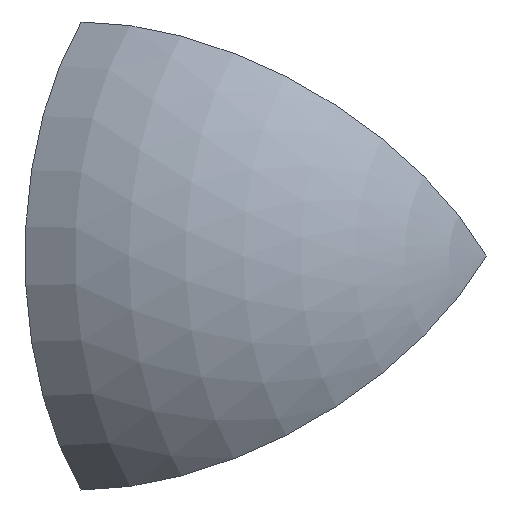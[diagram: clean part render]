
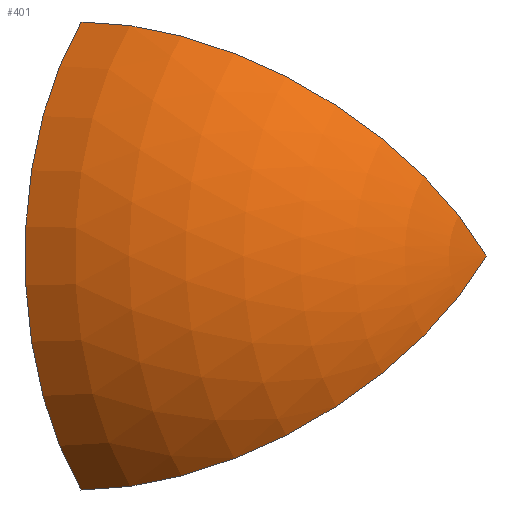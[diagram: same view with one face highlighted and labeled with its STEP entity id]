
A CAD part, front view. The second image highlights one B-rep face of the part: STEP entity #401.
In plain terms, the highlighted spherical face has radius 45 mm.
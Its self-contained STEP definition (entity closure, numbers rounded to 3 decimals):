
#16=SPHERICAL_SURFACE('',#473,45.);
#42=FACE_OUTER_BOUND('',#67,.T.);
#67=EDGE_LOOP('',(#350,#351,#352));
#153=CIRCLE('',#474,45.);
#154=CIRCLE('',#475,45.);
#155=CIRCLE('',#476,45.);
#191=VERTEX_POINT('',#721);
#192=VERTEX_POINT('',#722);
#193=VERTEX_POINT('',#724);
#245=EDGE_CURVE('',#191,#192,#153,.T.);
#246=EDGE_CURVE('',#191,#193,#154,.T.);
#247=EDGE_CURVE('',#192,#193,#155,.T.);
#350=ORIENTED_EDGE('',*,*,#245,.F.);
#351=ORIENTED_EDGE('',*,*,#246,.T.);
#352=ORIENTED_EDGE('',*,*,#247,.F.);
#401=ADVANCED_FACE('',(#42),#16,.T.);
#473=AXIS2_PLACEMENT_3D('',#720,#597,#598);
#474=AXIS2_PLACEMENT_3D('',#723,#599,#600);
#475=AXIS2_PLACEMENT_3D('',#725,#601,#602);
#476=AXIS2_PLACEMENT_3D('',#726,#603,#604);
#597=DIRECTION('center_axis',(-0.817,0.577,0.));
#598=DIRECTION('ref_axis',(-0.408,-0.577,-0.707));
#599=DIRECTION('center_axis',(-0.817,0.577,0.));
#600=DIRECTION('ref_axis',(-0.577,-0.817,0.));
#601=DIRECTION('center_axis',(-0.408,-0.577,0.707));
#602=DIRECTION('ref_axis',(0.902,-0.138,0.408));
#603=DIRECTION('center_axis',(0.408,0.577,0.707));
#604=DIRECTION('ref_axis',(0.902,-0.138,-0.408));
#720=CARTESIAN_POINT('Origin',(0.,0.,
0.));
#721=CARTESIAN_POINT('',(-18.369,-25.982,-31.82));
#722=CARTESIAN_POINT('',(-18.369,-25.982,31.82));
#723=CARTESIAN_POINT('Origin',(0.,0.,
0.));
#724=CARTESIAN_POINT('',(36.744,-25.978,0.));
#725=CARTESIAN_POINT('Origin',(0.,0.,
0.));
#726=CARTESIAN_POINT('Origin',(0.,0.,
0.));
